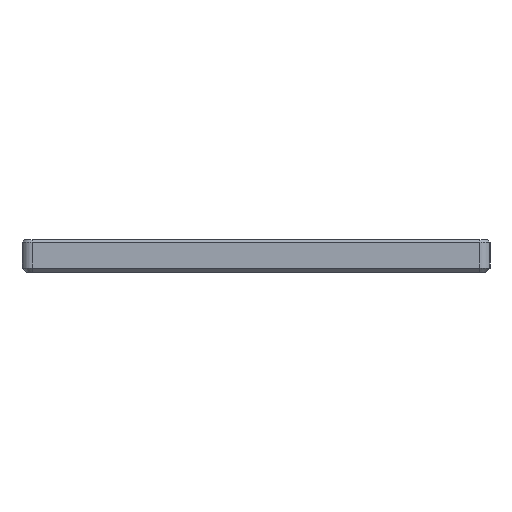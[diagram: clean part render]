
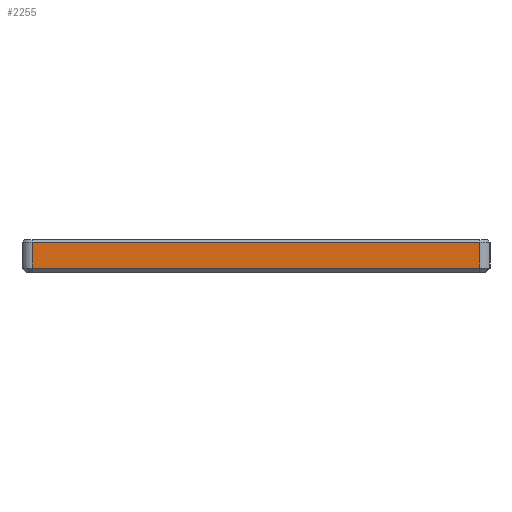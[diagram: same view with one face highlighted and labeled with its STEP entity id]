
A CAD part, left-side view. The second image highlights one B-rep face of the part: STEP entity #2255.
In plain terms, the highlighted planar face has unit normal (-1, 0, 0).
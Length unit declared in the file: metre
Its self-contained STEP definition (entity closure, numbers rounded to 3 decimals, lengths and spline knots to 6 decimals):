
#80=PLANE('',#2436);
#312=ORIENTED_EDGE('',*,*,#945,.F.);
#313=ORIENTED_EDGE('',*,*,#946,.T.);
#314=ORIENTED_EDGE('',*,*,#942,.T.);
#315=ORIENTED_EDGE('',*,*,#947,.T.);
#942=EDGE_CURVE('',#1252,#1253,#1450,.T.);
#945=EDGE_CURVE('',#1254,#1255,#1451,.T.);
#946=EDGE_CURVE('',#1254,#1252,#1452,.T.);
#947=EDGE_CURVE('',#1253,#1255,#1453,.T.);
#1252=VERTEX_POINT('',#3490);
#1253=VERTEX_POINT('',#3491);
#1254=VERTEX_POINT('',#3496);
#1255=VERTEX_POINT('',#3497);
#1450=LINE('',#3489,#1670);
#1451=LINE('',#3495,#1671);
#1452=LINE('',#3498,#1672);
#1453=LINE('',#3499,#1673);
#1670=VECTOR('',#2757,1.);
#1671=VECTOR('',#2764,1.);
#1672=VECTOR('',#2765,1.);
#1673=VECTOR('',#2766,1.);
#1873=EDGE_LOOP('',(#312,#313,#314,#315));
#2045=FACE_BOUND('',#1873,.T.);
#2255=ADVANCED_FACE('',(#2045),#80,.T.);
#2436=AXIS2_PLACEMENT_3D('',#3494,#2762,#2763);
#2757=DIRECTION('',(0.,0.,-1.));
#2762=DIRECTION('',(-1.,0.,0.));
#2763=DIRECTION('',(0.,0.,1.));
#2764=DIRECTION('',(0.,0.,-1.));
#2765=DIRECTION('',(0.,1.,0.));
#2766=DIRECTION('',(0.,-1.,0.));
#3489=CARTESIAN_POINT('',(-0.169544,0.055125,0.008));
#3490=CARTESIAN_POINT('',(-0.169544,0.055125,0.0074));
#3491=CARTESIAN_POINT('',(-0.169544,0.055125,0.001));
#3494=CARTESIAN_POINT('',(-0.169544,0.,0.008));
#3495=CARTESIAN_POINT('',(-0.169544,-0.055125,0.008));
#3496=CARTESIAN_POINT('',(-0.169544,-0.055125,0.0074));
#3497=CARTESIAN_POINT('',(-0.169544,-0.055125,0.001));
#3498=CARTESIAN_POINT('',(-0.169544,0.,0.0074));
#3499=CARTESIAN_POINT('',(-0.169544,-0.055125,0.001));
